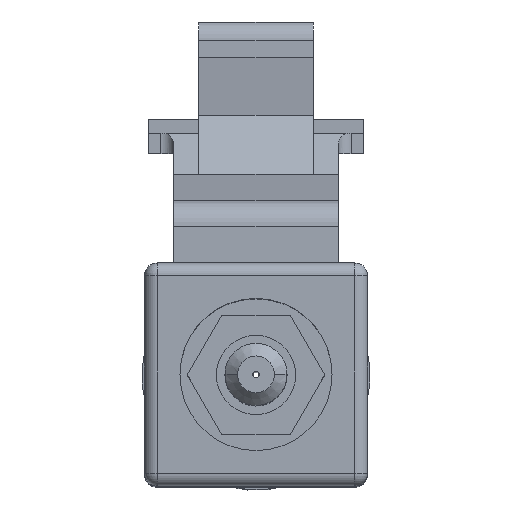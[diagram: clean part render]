
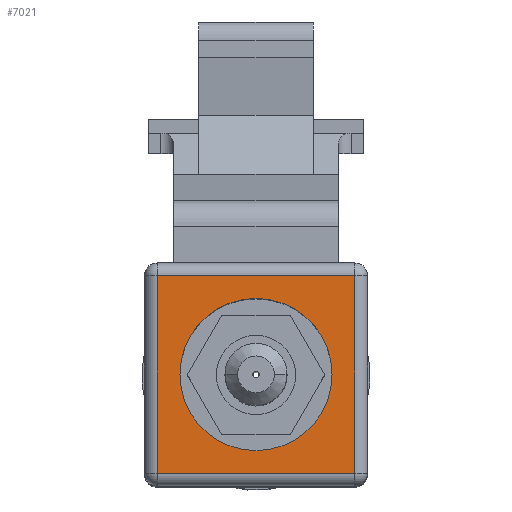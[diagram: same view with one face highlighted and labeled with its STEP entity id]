
A CAD part, top view. The second image highlights one B-rep face of the part: STEP entity #7021.
In plain terms, the highlighted planar face has unit normal (0, 0, 1).
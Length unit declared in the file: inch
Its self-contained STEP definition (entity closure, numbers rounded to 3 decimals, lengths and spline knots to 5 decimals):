
#3357 = CARTESIAN_POINT ( 'NONE',  ( 0.06, 0., 0.384 ) ) ;
#3381 = DIRECTION ( 'NONE',  ( 1., 0., 0. ) ) ;
#3382 = DIRECTION ( 'NONE',  ( 0., 0., 1. ) ) ;
#3383 = CARTESIAN_POINT ( 'NONE',  ( 0., 0., 0.384 ) ) ;
#3384 = AXIS2_PLACEMENT_3D ( 'NONE', #3383, #3382, #3381 ) ;
#3385 = CIRCLE ( 'NONE', #3384, 0.06 ) ;
#3386 = CARTESIAN_POINT ( 'NONE',  ( -0.06, 0., 0.384 ) ) ;
#4789 = FACE_OUTER_BOUND ( 'NONE', #7022, .T. ) ;
#4824 = AXIS2_PLACEMENT_3D ( 'NONE', #4861, #4860, #4859 ) ;
#4825 = PLANE ( 'NONE',  #4824 ) ;
#4827 = CARTESIAN_POINT ( 'NONE',  ( 0.078, -0.078, 0.384 ) ) ;
#4836 = FACE_BOUND ( 'NONE', #7068, .T. ) ;
#4859 = DIRECTION ( 'NONE',  ( -1., 0., 0. ) ) ;
#4860 = DIRECTION ( 'NONE',  ( 0., 0., -1. ) ) ;
#4861 = CARTESIAN_POINT ( 'NONE',  ( 0.088, 0.088, 0.384 ) ) ;
#4994 = DIRECTION ( 'NONE',  ( 1., 0., 0. ) ) ;
#4995 = DIRECTION ( 'NONE',  ( 0., 0., 1. ) ) ;
#4999 = DIRECTION ( 'NONE',  ( 0., -1., 0. ) ) ;
#5000 = VECTOR ( 'NONE', #4999, 39.37008 ) ;
#5001 = CARTESIAN_POINT ( 'NONE',  ( -0.078, -0.088, 0.384 ) ) ;
#5002 = LINE ( 'NONE', #5001, #5000 ) ;
#5003 = DIRECTION ( 'NONE',  ( -1., 0., 0. ) ) ;
#5004 = VECTOR ( 'NONE', #5003, 39.37008 ) ;
#5005 = CARTESIAN_POINT ( 'NONE',  ( -0.088, 0.078, 0.384 ) ) ;
#5006 = LINE ( 'NONE', #5005, #5004 ) ;
#5009 = CARTESIAN_POINT ( 'NONE',  ( 0., 0., 0.384 ) ) ;
#5010 = AXIS2_PLACEMENT_3D ( 'NONE', #5009, #4995, #4994 ) ;
#5015 = CIRCLE ( 'NONE', #5010, 0.06 ) ;
#5016 = CARTESIAN_POINT ( 'NONE',  ( -0.078, 0.078, 0.384 ) ) ;
#5021 = CARTESIAN_POINT ( 'NONE',  ( 0.088, -0.078, 0.384 ) ) ;
#5023 = LINE ( 'NONE', #5025, #5084 ) ;
#5024 = DIRECTION ( 'NONE',  ( 0., 1., 0. ) ) ;
#5025 = CARTESIAN_POINT ( 'NONE',  ( 0.078, 0.088, 0.384 ) ) ;
#5080 = DIRECTION ( 'NONE',  ( 1., 0., 0. ) ) ;
#5081 = VECTOR ( 'NONE', #5080, 39.37008 ) ;
#5082 = LINE ( 'NONE', #5021, #5081 ) ;
#5084 = VECTOR ( 'NONE', #5024, 39.37008 ) ;
#5141 = CARTESIAN_POINT ( 'NONE',  ( 0.078, 0.078, 0.384 ) ) ;
#5200 = CARTESIAN_POINT ( 'NONE',  ( -0.078, -0.078, 0.384 ) ) ;
#6394 = EDGE_CURVE ( 'NONE', #6397, #6399, #3385, .T. ) ;
#6397 = VERTEX_POINT ( 'NONE', #3386 ) ;
#6399 = VERTEX_POINT ( 'NONE', #3357 ) ;
#7017 = VERTEX_POINT ( 'NONE', #4827 ) ;
#7019 = ORIENTED_EDGE ( 'NONE', *, *, #7065, .F. ) ;
#7020 = ORIENTED_EDGE ( 'NONE', *, *, #7064, .T. ) ;
#7021 = ADVANCED_FACE ( 'NONE', ( #4789, #4836 ), #4825, .F. ) ;
#7022 = EDGE_LOOP ( 'NONE', ( #7186, #7023, #7062, #7020 ) ) ;
#7023 = ORIENTED_EDGE ( 'NONE', *, *, #7094, .T. ) ;
#7062 = ORIENTED_EDGE ( 'NONE', *, *, #7063, .T. ) ;
#7063 = EDGE_CURVE ( 'NONE', #7121, #7096, #5006, .T. ) ;
#7064 = EDGE_CURVE ( 'NONE', #7096, #7129, #5002, .T. ) ;
#7065 = EDGE_CURVE ( 'NONE', #6399, #6397, #5015, .T. ) ;
#7068 = EDGE_LOOP ( 'NONE', ( #7019, #7072 ) ) ;
#7072 = ORIENTED_EDGE ( 'NONE', *, *, #6394, .F. ) ;
#7094 = EDGE_CURVE ( 'NONE', #7017, #7121, #5023, .T. ) ;
#7095 = EDGE_CURVE ( 'NONE', #7129, #7017, #5082, .T. ) ;
#7096 = VERTEX_POINT ( 'NONE', #5016 ) ;
#7121 = VERTEX_POINT ( 'NONE', #5141 ) ;
#7129 = VERTEX_POINT ( 'NONE', #5200 ) ;
#7186 = ORIENTED_EDGE ( 'NONE', *, *, #7095, .T. ) ;
